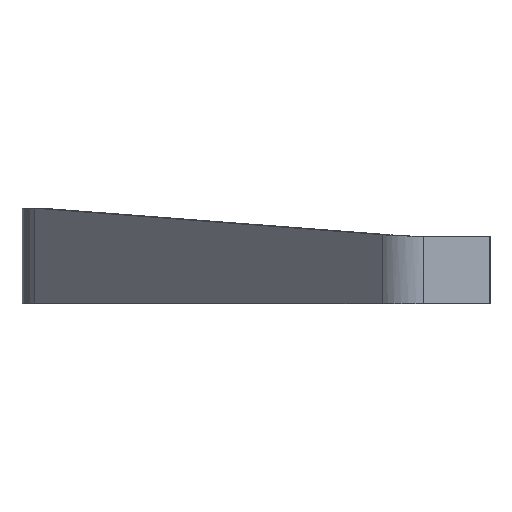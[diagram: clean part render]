
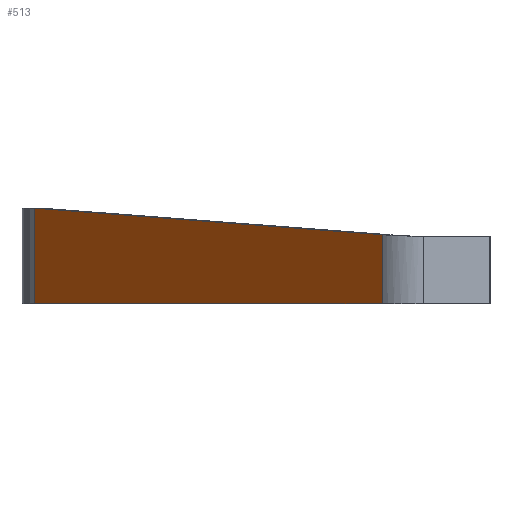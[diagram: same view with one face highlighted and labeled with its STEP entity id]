
A CAD part, left-side view. The second image highlights one B-rep face of the part: STEP entity #513.
In plain terms, the highlighted planar face has unit normal (-0.652, 0.758, 0).
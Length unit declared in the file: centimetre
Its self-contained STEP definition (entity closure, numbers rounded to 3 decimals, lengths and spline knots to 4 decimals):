
#7 = LINE ( 'NONE', #1436, #1455 ) ;
#18 = VECTOR ( 'NONE', #1349, 100. ) ;
#39 = VERTEX_POINT ( 'NONE', #180 ) ;
#157 = FACE_OUTER_BOUND ( 'NONE', #277, .T. ) ;
#180 = CARTESIAN_POINT ( 'NONE',  ( -45.5554, 5.3037, 0. ) ) ;
#239 = DIRECTION ( 'NONE',  ( 0., 0., -1. ) ) ;
#277 = EDGE_LOOP ( 'NONE', ( #322, #312, #1458, #1274 ) ) ;
#290 = DIRECTION ( 'NONE',  ( -0.652, 0.758, 0. ) ) ;
#303 = DIRECTION ( 'NONE',  ( -0.758, -0.652, 0. ) ) ;
#312 = ORIENTED_EDGE ( 'NONE', *, *, #1343, .T. ) ;
#322 = ORIENTED_EDGE ( 'NONE', *, *, #706, .T. ) ;
#411 = VERTEX_POINT ( 'NONE', #1268 ) ;
#434 = CARTESIAN_POINT ( 'NONE',  ( -25.7032, 22.3946, 4.7 ) ) ;
#450 = CARTESIAN_POINT ( 'NONE',  ( -25.7032, 22.3946, 4.7 ) ) ;
#454 = VERTEX_POINT ( 'NONE', #905 ) ;
#513 = ADVANCED_FACE ( 'NONE', ( #157 ), #1427, .T. ) ;
#650 = VECTOR ( 'NONE', #239, 100. ) ;
#692 = LINE ( 'NONE', #879, #650 ) ;
#706 = EDGE_CURVE ( 'NONE', #1392, #411, #1212, .T. ) ;
#817 = EDGE_CURVE ( 'NONE', #454, #39, #692, .T. ) ;
#850 = CARTESIAN_POINT ( 'NONE',  ( -46.2288, 4.724, 3.3522 ) ) ;
#879 = CARTESIAN_POINT ( 'NONE',  ( -45.5554, 5.3037, 4.7 ) ) ;
#886 = VECTOR ( 'NONE', #1064, 100. ) ;
#905 = CARTESIAN_POINT ( 'NONE',  ( -45.5554, 5.3037, 3.3964 ) ) ;
#1051 = DIRECTION ( 'NONE',  ( 0.758, 0.652, 0. ) ) ;
#1064 = DIRECTION ( 'NONE',  ( 0., 0., -1. ) ) ;
#1212 = LINE ( 'NONE', #450, #886 ) ;
#1268 = CARTESIAN_POINT ( 'NONE',  ( -25.7032, 22.3946, 0. ) ) ;
#1274 = ORIENTED_EDGE ( 'NONE', *, *, #1471, .T. ) ;
#1343 = EDGE_CURVE ( 'NONE', #411, #39, #7, .T. ) ;
#1349 = DIRECTION ( 'NONE',  ( 0.757, 0.652, 0.05 ) ) ;
#1392 = VERTEX_POINT ( 'NONE', #434 ) ;
#1397 = AXIS2_PLACEMENT_3D ( 'NONE', #1412, #290, #1051 ) ;
#1412 = CARTESIAN_POINT ( 'NONE',  ( -25., 23., 4.7 ) ) ;
#1427 = PLANE ( 'NONE',  #1397 ) ;
#1436 = CARTESIAN_POINT ( 'NONE',  ( -25., 23., 0. ) ) ;
#1455 = VECTOR ( 'NONE', #303, 100. ) ;
#1458 = ORIENTED_EDGE ( 'NONE', *, *, #817, .F. ) ;
#1471 = EDGE_CURVE ( 'NONE', #454, #1392, #1559, .T. ) ;
#1559 = LINE ( 'NONE', #850, #18 ) ;
